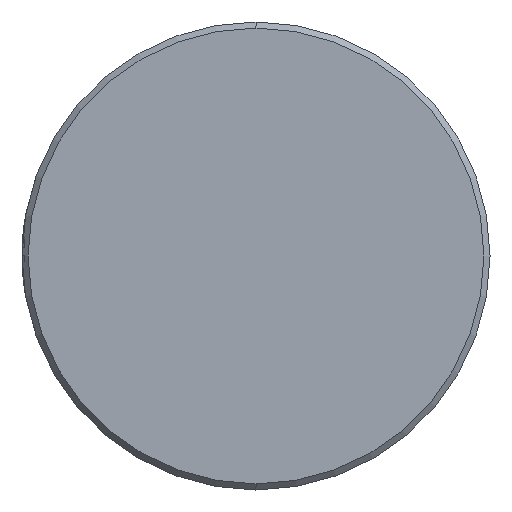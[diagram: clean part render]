
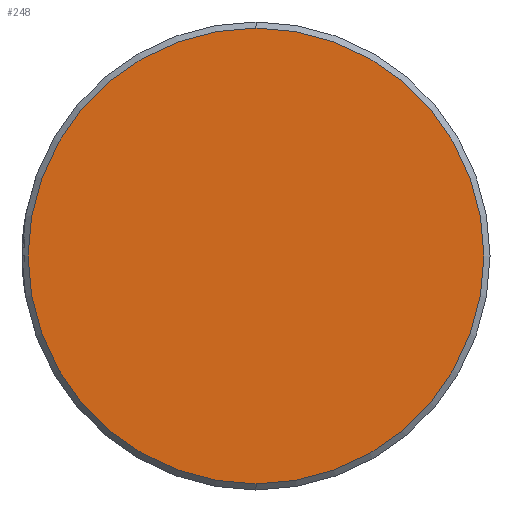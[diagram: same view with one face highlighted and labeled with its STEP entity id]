
A CAD part, left-side view. The second image highlights one B-rep face of the part: STEP entity #248.
In plain terms, the highlighted planar face has unit normal (-1, 0, 0).
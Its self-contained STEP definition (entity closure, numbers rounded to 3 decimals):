
#54 = EDGE_LOOP ( 'NONE', ( #104, #488 ) ) ;
#63 = VERTEX_POINT ( 'NONE', #952 ) ;
#104 = ORIENTED_EDGE ( 'NONE', *, *, #521, .T. ) ;
#143 = DIRECTION ( 'NONE',  ( 0., 0., 1. ) ) ;
#145 = DIRECTION ( 'NONE',  ( -1., 0., 0. ) ) ;
#151 = PLANE ( 'NONE',  #1102 ) ;
#223 = CARTESIAN_POINT ( 'NONE',  ( -5., 0., 0. ) ) ;
#233 = DIRECTION ( 'NONE',  ( 0., 0., 1. ) ) ;
#243 = DIRECTION ( 'NONE',  ( -1., 0., 0. ) ) ;
#248 = ADVANCED_FACE ( 'NONE', ( #352 ), #151, .T. ) ;
#286 = CIRCLE ( 'NONE', #1010, 11.2 ) ;
#352 = FACE_OUTER_BOUND ( 'NONE', #54, .T. ) ;
#361 = CARTESIAN_POINT ( 'NONE',  ( -5., 0., 0. ) ) ;
#488 = ORIENTED_EDGE ( 'NONE', *, *, #544, .T. ) ;
#521 = EDGE_CURVE ( 'NONE', #63, #1210, #286, .T. ) ;
#544 = EDGE_CURVE ( 'NONE', #1210, #63, #1067, .T. ) ;
#952 = CARTESIAN_POINT ( 'NONE',  ( -5., 0., -11.2 ) ) ;
#1010 = AXIS2_PLACEMENT_3D ( 'NONE', #361, #243, #233 ) ;
#1067 = CIRCLE ( 'NONE', #1270, 11.2 ) ;
#1102 = AXIS2_PLACEMENT_3D ( 'NONE', #223, #145, #143 ) ;
#1199 = CARTESIAN_POINT ( 'NONE',  ( -5., 0., 11.2 ) ) ;
#1210 = VERTEX_POINT ( 'NONE', #1199 ) ;
#1256 = DIRECTION ( 'NONE',  ( 0., 0., 1. ) ) ;
#1265 = DIRECTION ( 'NONE',  ( -1., 0., 0. ) ) ;
#1269 = CARTESIAN_POINT ( 'NONE',  ( -5., 0., 0. ) ) ;
#1270 = AXIS2_PLACEMENT_3D ( 'NONE', #1269, #1265, #1256 ) ;
